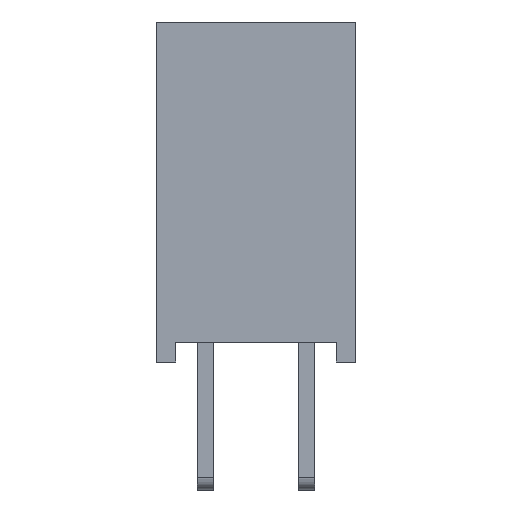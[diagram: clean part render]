
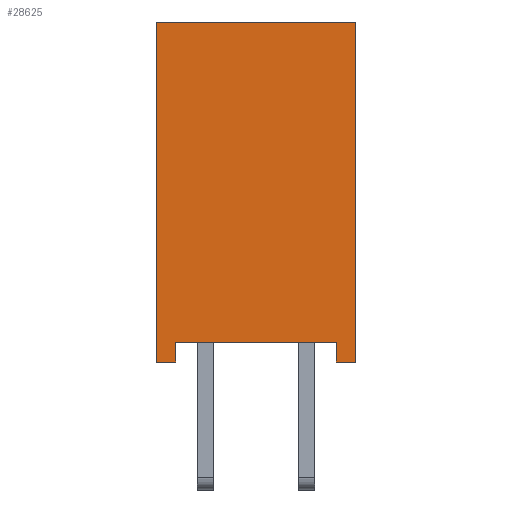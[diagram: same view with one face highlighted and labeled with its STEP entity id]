
A CAD part, left-side view. The second image highlights one B-rep face of the part: STEP entity #28625.
In plain terms, the highlighted planar face has unit normal (-1, 0, 0).
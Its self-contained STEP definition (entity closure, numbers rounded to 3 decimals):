
#538=PLANE('',#30277);
#1714=FACE_OUTER_BOUND('',#3161,.T.);
#3161=EDGE_LOOP('',(#19334,#19335,#19336,#19337,#19338,#19339,#19340,#19341));
#5538=LINE('',#40663,#8941);
#5540=LINE('',#40667,#8943);
#5542=LINE('',#40671,#8945);
#5543=LINE('',#40673,#8946);
#5544=LINE('',#40675,#8947);
#5545=LINE('',#40677,#8948);
#5546=LINE('',#40679,#8949);
#5547=LINE('',#40680,#8950);
#8941=VECTOR('',#32917,1.);
#8943=VECTOR('',#32921,1.);
#8945=VECTOR('',#32925,1.);
#8946=VECTOR('',#32926,1.);
#8947=VECTOR('',#32927,1.);
#8948=VECTOR('',#32928,1.);
#8949=VECTOR('',#32929,1.);
#8950=VECTOR('',#32930,1.);
#12581=VERTEX_POINT('',#40660);
#12582=VERTEX_POINT('',#40662);
#12583=VERTEX_POINT('',#40666);
#12584=VERTEX_POINT('',#40670);
#12585=VERTEX_POINT('',#40672);
#12586=VERTEX_POINT('',#40674);
#12587=VERTEX_POINT('',#40676);
#12588=VERTEX_POINT('',#40678);
#15248=EDGE_CURVE('',#12582,#12581,#5538,.T.);
#15250=EDGE_CURVE('',#12583,#12582,#5540,.T.);
#15252=EDGE_CURVE('',#12584,#12581,#5542,.T.);
#15253=EDGE_CURVE('',#12585,#12584,#5543,.T.);
#15254=EDGE_CURVE('',#12586,#12585,#5544,.T.);
#15255=EDGE_CURVE('',#12586,#12587,#5545,.T.);
#15256=EDGE_CURVE('',#12588,#12587,#5546,.T.);
#15257=EDGE_CURVE('',#12583,#12588,#5547,.T.);
#19334=ORIENTED_EDGE('',*,*,#15248,.T.);
#19335=ORIENTED_EDGE('',*,*,#15252,.F.);
#19336=ORIENTED_EDGE('',*,*,#15253,.F.);
#19337=ORIENTED_EDGE('',*,*,#15254,.F.);
#19338=ORIENTED_EDGE('',*,*,#15255,.T.);
#19339=ORIENTED_EDGE('',*,*,#15256,.F.);
#19340=ORIENTED_EDGE('',*,*,#15257,.F.);
#19341=ORIENTED_EDGE('',*,*,#15250,.T.);
#28625=ADVANCED_FACE('',(#1714),#538,.F.);
#30277=AXIS2_PLACEMENT_3D('',#40669,#32923,#32924);
#32917=DIRECTION('',(0.,-1.,0.));
#32921=DIRECTION('',(0.,0.,-1.));
#32923=DIRECTION('center_axis',(1.,0.,0.));
#32924=DIRECTION('ref_axis',(0.,0.,-1.));
#32925=DIRECTION('',(0.,0.,-1.));
#32926=DIRECTION('',(0.,1.,0.));
#32927=DIRECTION('',(0.,0.,1.));
#32928=DIRECTION('',(0.,-1.,0.));
#32929=DIRECTION('',(0.,0.,-1.));
#32930=DIRECTION('',(0.,-1.,0.));
#40660=CARTESIAN_POINT('',(-25.6,2.,0.));
#40662=CARTESIAN_POINT('',(-25.6,2.5,0.));
#40663=CARTESIAN_POINT('',(-25.6,-2.5,0.));
#40666=CARTESIAN_POINT('',(-25.6,2.5,8.5));
#40667=CARTESIAN_POINT('',(-25.6,2.5,8.5));
#40669=CARTESIAN_POINT('Origin',(-25.6,-2.5,8.5));
#40670=CARTESIAN_POINT('',(-25.6,2.,0.5));
#40671=CARTESIAN_POINT('',(-25.6,2.,0.));
#40672=CARTESIAN_POINT('',(-25.6,-2.,0.5));
#40673=CARTESIAN_POINT('',(-25.6,2.,0.5));
#40674=CARTESIAN_POINT('',(-25.6,-2.,0.));
#40675=CARTESIAN_POINT('',(-25.6,-2.,0.));
#40676=CARTESIAN_POINT('',(-25.6,-2.5,0.));
#40677=CARTESIAN_POINT('',(-25.6,-2.5,0.));
#40678=CARTESIAN_POINT('',(-25.6,-2.5,8.5));
#40679=CARTESIAN_POINT('',(-25.6,-2.5,8.5));
#40680=CARTESIAN_POINT('',(-25.6,-2.5,8.5));
